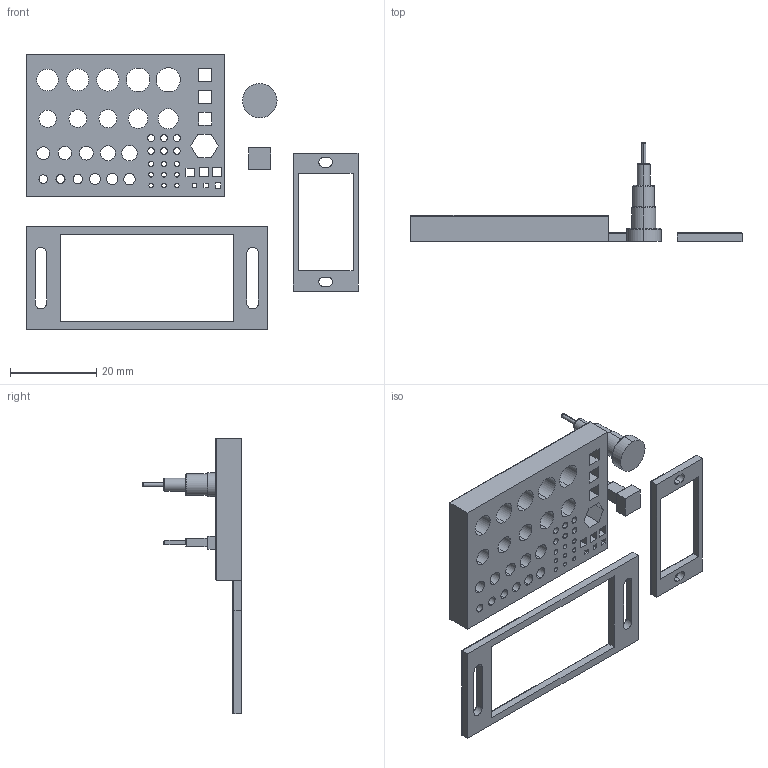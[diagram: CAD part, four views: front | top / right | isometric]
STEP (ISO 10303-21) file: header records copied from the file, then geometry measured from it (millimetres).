
FILE_DESCRIPTION (( 'STEP AP214' ), '1' );
FILE_NAME ('湖荂聆彸.STEP', '2024-11-17T14:29:27', ( '' ), ( '' ), 'SwSTEP 2.0', 'SolidWorks 2023', '' );
FILE_SCHEMA (( 'AUTOMOTIVE_DESIGN' ));
Length unit declared in the file: millimetre
Products named in the file (1): 打印测试
Bounding box: 76.99 x 23 x 64 mm (x, y, z)
Volume: 8870.7 mm3; surface area: 8565.1 mm2
Topology: 5 solids, 5 shells, 373 faces, 892 edges, 536 vertices
Faces by surface type: cylinder 178, plane 103, torus 92
Entity records: 10983 total; most frequent: CARTESIAN_POINT 2036, DIRECTION 1940, ORIENTED_EDGE 1784, EDGE_CURVE 892, AXIS2_PLACEMENT_3D 752, VERTEX_POINT 536, EDGE_LOOP 484, LINE 436
